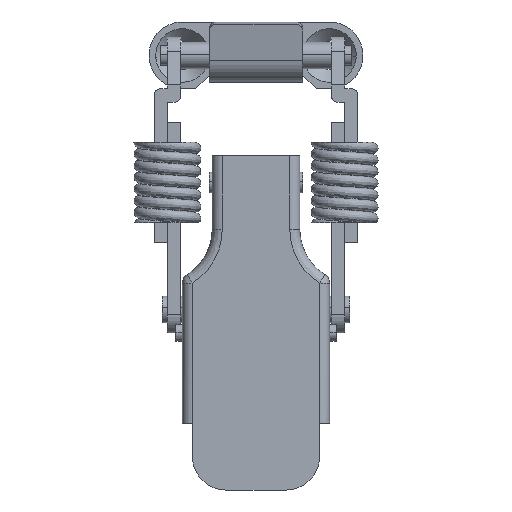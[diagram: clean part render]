
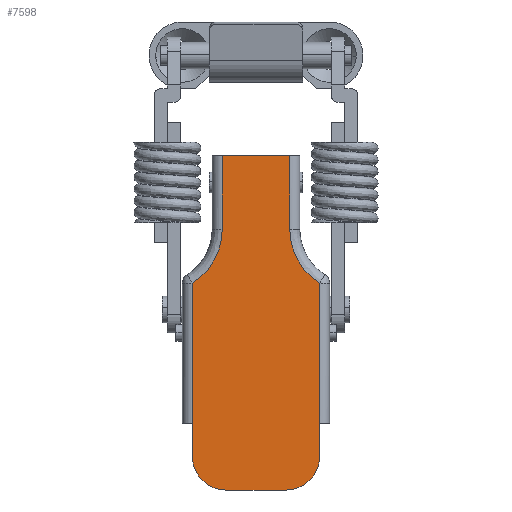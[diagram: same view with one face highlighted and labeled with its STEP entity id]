
A CAD part, front view. The second image highlights one B-rep face of the part: STEP entity #7598.
In plain terms, the highlighted free-form (B-spline) face has degree [1, 1] with [2, 2] control points.
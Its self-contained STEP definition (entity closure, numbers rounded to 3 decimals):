
#6877=CARTESIAN_POINT('',(-9.0,9.5,-55.0));
#6878=VERTEX_POINT('',#6877);
#6894=CARTESIAN_POINT('',(-9.0,9.5,-34.047));
#6895=VERTEX_POINT('',#6894);
#6896=CARTESIAN_POINT('',(-9.0,9.5,-34.047));
#6897=CARTESIAN_POINT('',(-9.0,9.5,-55.0));
#6898=QUASI_UNIFORM_CURVE('',1,(#6896,#6897),.UNSPECIFIED.,.F.,.U.);
#6899=EDGE_CURVE('',#6895,#6878,#6898,.T.);
#6999=CARTESIAN_POINT('',(-9.0,5.05,-26.0));
#7000=VERTEX_POINT('',#6999);
#7030=CARTESIAN_POINT('',(-9.0,5.05,-26.0));
#7031=CARTESIAN_POINT('',(-9.0,5.05,-31.254));
#7032=CARTESIAN_POINT('',(-9.0,9.5,-34.047));
#7040=(BOUNDED_CURVE()B_SPLINE_CURVE(2,(#7030,#7031,#7032),.UNSPECIFIED.,.F.,.U.)CURVE()GEOMETRIC_REPRESENTATION_ITEM()QUASI_UNIFORM_CURVE()RATIONAL_B_SPLINE_CURVE((1.0,0.875,1.0))REPRESENTATION_ITEM(''));
#7041=EDGE_CURVE('',#7000,#6895,#7040,.T.);
#7062=CARTESIAN_POINT('',(-9.0,5.05,-15.0));
#7063=VERTEX_POINT('',#7062);
#7083=CARTESIAN_POINT('',(-9.0,5.05,-15.0));
#7084=CARTESIAN_POINT('',(-9.0,5.05,-26.0));
#7085=QUASI_UNIFORM_CURVE('',1,(#7083,#7084),.UNSPECIFIED.,.F.,.U.);
#7086=EDGE_CURVE('',#7063,#7000,#7085,.T.);
#7115=CARTESIAN_POINT('',(-9.0,-9.5,-34.047));
#7116=VERTEX_POINT('',#7115);
#7186=CARTESIAN_POINT('',(-9.0,-5.05,-26.0));
#7187=VERTEX_POINT('',#7186);
#7201=CARTESIAN_POINT('',(-9.0,-9.5,-34.047));
#7202=CARTESIAN_POINT('',(-9.0,-5.05,-31.254));
#7203=CARTESIAN_POINT('',(-9.0,-5.05,-26.0));
#7211=(BOUNDED_CURVE()B_SPLINE_CURVE(2,(#7201,#7202,#7203),.UNSPECIFIED.,.F.,.U.)CURVE()GEOMETRIC_REPRESENTATION_ITEM()QUASI_UNIFORM_CURVE()RATIONAL_B_SPLINE_CURVE((1.0,0.875,1.0))REPRESENTATION_ITEM(''));
#7212=EDGE_CURVE('',#7116,#7187,#7211,.T.);
#7247=CARTESIAN_POINT('',(-9.0,-9.5,-55.0));
#7248=VERTEX_POINT('',#7247);
#7268=CARTESIAN_POINT('',(-9.0,-9.5,-55.0));
#7269=CARTESIAN_POINT('',(-9.0,-9.5,-34.047));
#7270=QUASI_UNIFORM_CURVE('',1,(#7268,#7269),.UNSPECIFIED.,.F.,.U.);
#7271=EDGE_CURVE('',#7248,#7116,#7270,.T.);
#7290=CARTESIAN_POINT('',(-9.0,-5.05,-15.0));
#7291=VERTEX_POINT('',#7290);
#7307=CARTESIAN_POINT('',(-9.0,-5.05,-26.0));
#7308=CARTESIAN_POINT('',(-9.0,-5.05,-15.0));
#7309=QUASI_UNIFORM_CURVE('',1,(#7307,#7308),.UNSPECIFIED.,.F.,.U.);
#7310=EDGE_CURVE('',#7187,#7291,#7309,.T.);
#7531=CARTESIAN_POINT('',(-9.0,10.449,-12.503));
#7532=CARTESIAN_POINT('',(-9.0,-10.449,-12.503));
#7533=CARTESIAN_POINT('',(-9.0,10.449,-67.498));
#7534=CARTESIAN_POINT('',(-9.0,-10.449,-67.498));
#7535=B_SPLINE_SURFACE_WITH_KNOTS('',1,1,((#7531,#7533),(#7532,#7534)),.UNSPECIFIED.,.F.,.F.,.U.,(2,2),(2,2),(0.0,20.898),(0.0,54.995),.UNSPECIFIED.);
#7536=ORIENTED_EDGE('',*,*,#7041,.T.);
#7537=ORIENTED_EDGE('',*,*,#6899,.T.);
#7538=CARTESIAN_POINT('',(-9.0,9.5,-60.0));
#7539=VERTEX_POINT('',#7538);
#7540=CARTESIAN_POINT('',(-9.0,9.5,-60.0));
#7541=CARTESIAN_POINT('',(-9.0,9.5,-55.0));
#7542=QUASI_UNIFORM_CURVE('',1,(#7540,#7541),.UNSPECIFIED.,.F.,.U.);
#7543=EDGE_CURVE('',#7539,#6878,#7542,.T.);
#7544=ORIENTED_EDGE('',*,*,#7543,.F.);
#7545=CARTESIAN_POINT('',(-9.0,4.5,-65.0));
#7546=VERTEX_POINT('',#7545);
#7547=CARTESIAN_POINT('',(-9.0,9.5,-60.0));
#7548=CARTESIAN_POINT('',(-9.,9.5,-65.0));
#7549=CARTESIAN_POINT('',(-9.0,4.5,-65.0));
#7557=(BOUNDED_CURVE()B_SPLINE_CURVE(2,(#7547,#7548,#7549),.UNSPECIFIED.,.F.,.U.)CURVE()GEOMETRIC_REPRESENTATION_ITEM()QUASI_UNIFORM_CURVE()RATIONAL_B_SPLINE_CURVE((1.0,0.707,1.0))REPRESENTATION_ITEM(''));
#7558=EDGE_CURVE('',#7539,#7546,#7557,.T.);
#7559=ORIENTED_EDGE('',*,*,#7558,.T.);
#7560=CARTESIAN_POINT('',(-9.0,-4.5,-65.0));
#7561=VERTEX_POINT('',#7560);
#7562=CARTESIAN_POINT('',(-9.0,-4.5,-65.0));
#7563=CARTESIAN_POINT('',(-9.0,4.5,-65.0));
#7564=QUASI_UNIFORM_CURVE('',1,(#7562,#7563),.UNSPECIFIED.,.F.,.U.);
#7565=EDGE_CURVE('',#7561,#7546,#7564,.T.);
#7566=ORIENTED_EDGE('',*,*,#7565,.F.);
#7567=CARTESIAN_POINT('',(-9.0,-9.5,-60.0));
#7568=VERTEX_POINT('',#7567);
#7569=CARTESIAN_POINT('',(-9.0,-4.5,-65.0));
#7570=CARTESIAN_POINT('',(-9.,-9.5,-65.0));
#7571=CARTESIAN_POINT('',(-9.0,-9.5,-60.0));
#7579=(BOUNDED_CURVE()B_SPLINE_CURVE(2,(#7569,#7570,#7571),.UNSPECIFIED.,.F.,.U.)CURVE()GEOMETRIC_REPRESENTATION_ITEM()QUASI_UNIFORM_CURVE()RATIONAL_B_SPLINE_CURVE((1.0,0.707,1.0))REPRESENTATION_ITEM(''));
#7580=EDGE_CURVE('',#7561,#7568,#7579,.T.);
#7581=ORIENTED_EDGE('',*,*,#7580,.T.);
#7582=CARTESIAN_POINT('',(-9.0,-9.5,-55.0));
#7583=CARTESIAN_POINT('',(-9.0,-9.5,-60.0));
#7584=QUASI_UNIFORM_CURVE('',1,(#7582,#7583),.UNSPECIFIED.,.F.,.U.);
#7585=EDGE_CURVE('',#7248,#7568,#7584,.T.);
#7586=ORIENTED_EDGE('',*,*,#7585,.F.);
#7587=ORIENTED_EDGE('',*,*,#7271,.T.);
#7588=ORIENTED_EDGE('',*,*,#7212,.T.);
#7589=ORIENTED_EDGE('',*,*,#7310,.T.);
#7590=CARTESIAN_POINT('',(-9.0,5.05,-15.0));
#7591=CARTESIAN_POINT('',(-9.0,-5.05,-15.0));
#7592=QUASI_UNIFORM_CURVE('',1,(#7590,#7591),.UNSPECIFIED.,.F.,.U.);
#7593=EDGE_CURVE('',#7063,#7291,#7592,.T.);
#7594=ORIENTED_EDGE('',*,*,#7593,.F.);
#7595=ORIENTED_EDGE('',*,*,#7086,.T.);
#7596=EDGE_LOOP('',(#7536,#7537,#7544,#7559,#7566,#7581,#7586,#7587,#7588,#7589,#7594,#7595));
#7597=FACE_OUTER_BOUND('',#7596,.T.);
#7598=ADVANCED_FACE('',(#7597),#7535,.F.);
